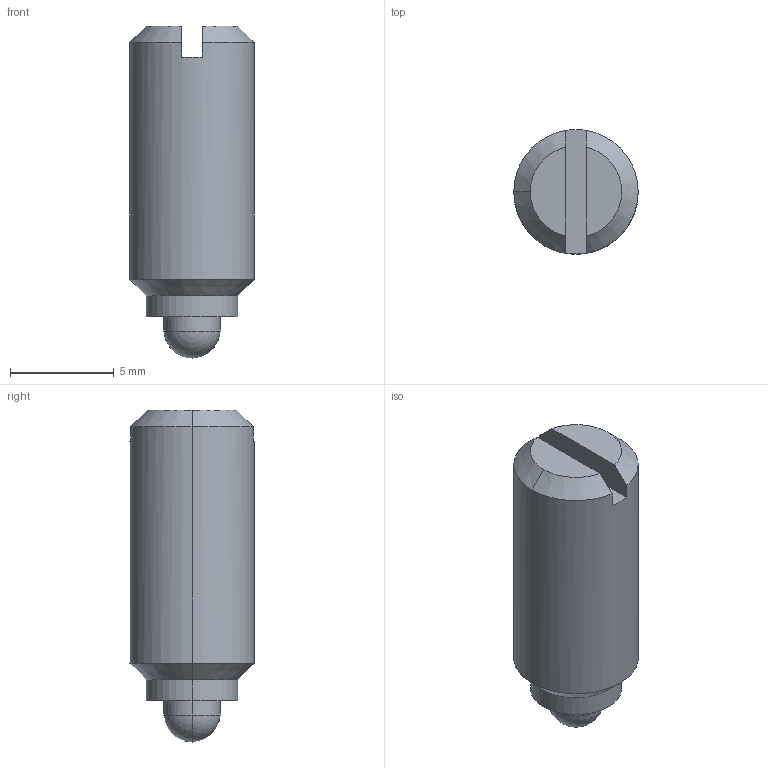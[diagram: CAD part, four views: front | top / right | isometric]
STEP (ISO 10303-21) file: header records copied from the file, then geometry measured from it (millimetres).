
FILE_DESCRIPTION (( 'STEP AP214' ), '1' );
FILE_NAME ('070301_Positionsgeber LFP P01.STEP', '2013-07-16T09:14:47', ( 'dummy' ), ( '' ), 'SwSTEP 2.0', 'SolidWorks 2013', '' );
FILE_SCHEMA (( 'AUTOMOTIVE_DESIGN' ));
Length unit declared in the file: millimetre
Products named in the file (1): 070301_Positionsgeber LFP P01
Bounding box: 6 x 6 x 16 mm (x, y, z)
Volume: 191.7 mm3; surface area: 515.5 mm2
Topology: 1 solids, 2 shells, 26 faces, 54 edges, 34 vertices
Faces by surface type: cylinder 10, plane 9, cone 5, sphere 2
Entity records: 1021 total; most frequent: DIRECTION 133, CARTESIAN_POINT 127, ORIENTED_EDGE 108, AXIS2_PLACEMENT_3D 56, EDGE_CURVE 54, VERTEX_POINT 34, CIRCLE 29, UNCERTAINTY_MEASURE_WITH_UNIT 29
